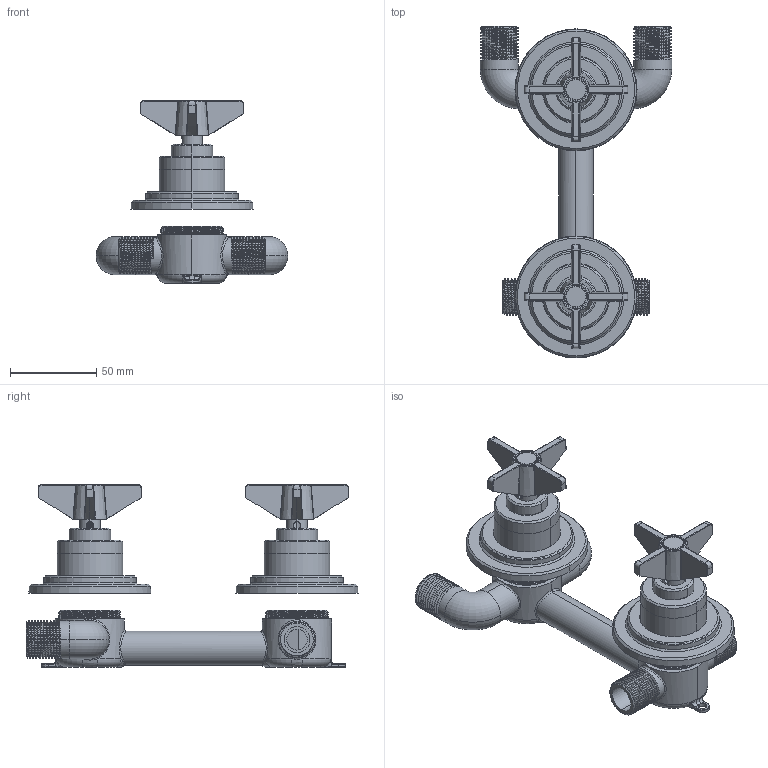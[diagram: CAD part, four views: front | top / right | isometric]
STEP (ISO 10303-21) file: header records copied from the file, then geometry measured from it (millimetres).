
FILE_DESCRIPTION (( 'STEP AP214' ), '1' );
FILE_NAME ('BQT_X44P.STEP', '2022-01-26T15:20:50', ( '' ), ( '' ), 'SwSTEP 2.0', 'SolidWorks 2018', '' );
FILE_SCHEMA (( 'AUTOMOTIVE_DESIGN' ));
Length unit declared in the file: millimetre
Products named in the file (1): BQT_X44P
Bounding box: 111 x 192.35 x 105.75 mm (x, y, z)
Volume: 152872.4 mm3; surface area: 115530.9 mm2
Topology: 11 solids, 11 shells, 921 faces, 2369 edges, 1498 vertices
Faces by surface type: cylinder 412, plane 158, cone 132, bspline 130, torus 89
Entity records: 67309 total; most frequent: CARTESIAN_POINT 37132, ORIENTED_EDGE 4722, DIRECTION 3546, EDGE_CURVE 2361, VERTEX_POINT 1498, AXIS2_PLACEMENT_3D 1466, EDGE_LOOP 989, UNCERTAINTY_MEASURE_WITH_UNIT 932
